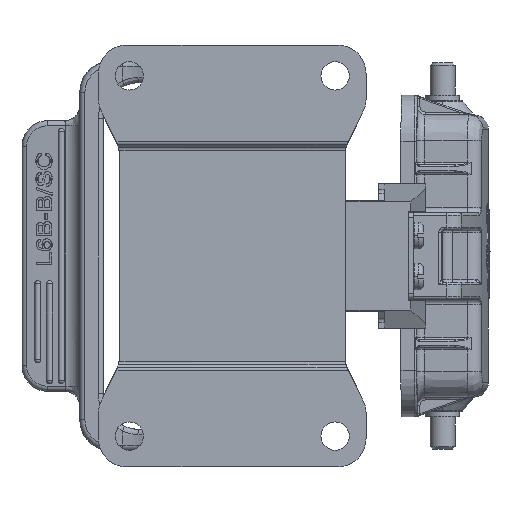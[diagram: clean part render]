
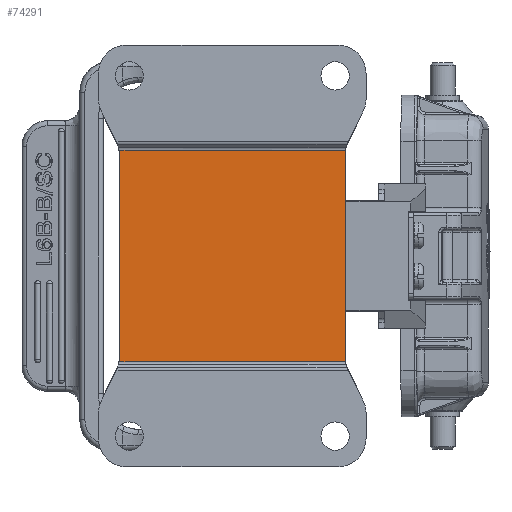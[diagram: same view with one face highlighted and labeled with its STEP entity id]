
A CAD part, front view. The second image highlights one B-rep face of the part: STEP entity #74291.
In plain terms, the highlighted planar face has unit normal (0, -1, 0).
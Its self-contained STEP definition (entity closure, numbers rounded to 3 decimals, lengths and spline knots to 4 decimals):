
#7411=CARTESIAN_POINT('',(-0.8665,-1.0138,0.8099));
#7412=CARTESIAN_POINT('',(-0.8647,-1.0138,
0.7992));
#7413=CARTESIAN_POINT('',(-0.8638,-1.0138,
0.7884));
#7414=CARTESIAN_POINT('',(-0.8638,-1.0138,
0.7775));
#7416=DIRECTION('',(0.,0.,1.));
#7417=VECTOR('',#7416,1.555);
#7418=CARTESIAN_POINT('',(0.8638,-1.0138,
-0.7775));
#7419=LINE('',#7418,#7417);
#7420=CARTESIAN_POINT('',(0.8665,-1.0138,-0.8099));
#7421=CARTESIAN_POINT('',(0.8647,-1.0138,
-0.7992));
#7422=CARTESIAN_POINT('',(0.8638,-1.0138,
-0.7884));
#7423=CARTESIAN_POINT('',(0.8638,-1.0138,
-0.7775));
#7425=DIRECTION('',(0.,0.,-1.));
#7426=VECTOR('',#7425,1.555);
#7427=CARTESIAN_POINT('',(-0.8638,-1.0138,
0.7775));
#7428=LINE('',#7427,#7426);
#13040=CARTESIAN_POINT('',(0.8665,-1.0138,0.8099));
#13041=CARTESIAN_POINT('',(0.8647,-1.0138,
0.7992));
#13042=CARTESIAN_POINT('',(0.8638,-1.0138,
0.7884));
#13043=CARTESIAN_POINT('',(0.8638,-1.0138,
0.7775));
#13230=CARTESIAN_POINT('',(0.8665,-1.0138,0.8099));
#13241=DIRECTION('',(1.,0.,0.));
#13242=VECTOR('',#13241,1.733);
#13243=CARTESIAN_POINT('',(-0.8665,-1.0138,0.8099));
#13244=LINE('',#13243,#13242);
#38507=CARTESIAN_POINT('',(-0.8665,-1.0138,
-0.8099));
#38508=CARTESIAN_POINT('',(-0.8647,-1.0138,
-0.7992));
#38509=CARTESIAN_POINT('',(-0.8638,-1.0138,
-0.7884));
#38510=CARTESIAN_POINT('',(-0.8638,-1.0138,
-0.7775));
#39127=CARTESIAN_POINT('',(-0.8665,-1.0138,
-0.8099));
#39138=DIRECTION('',(-1.,0.,0.));
#39139=VECTOR('',#39138,1.733);
#39140=CARTESIAN_POINT('',(0.8665,-1.0138,-0.8099));
#39141=LINE('',#39140,#39139);
#57269=CARTESIAN_POINT('',(-0.8638,-1.0138,
0.7775));
#57270=VERTEX_POINT('',#57269);
#57271=VERTEX_POINT('',#7411);
#58012=VERTEX_POINT('',#13230);
#58013=VERTEX_POINT('',#13043);
#58024=CARTESIAN_POINT('',(0.8638,-1.0138,
-0.7775));
#58025=VERTEX_POINT('',#58024);
#58029=VERTEX_POINT('',#7420);
#58102=VERTEX_POINT('',#39127);
#58103=VERTEX_POINT('',#38510);
#74270=CARTESIAN_POINT('',(-1.8504,-1.0138,
0.823));
#74271=DIRECTION('',(0.,1.,0.));
#74272=DIRECTION('',(0.,0.,1.));
#74273=AXIS2_PLACEMENT_3D('',#74270,#74271,#74272);
#74274=PLANE('',#74273);
#74276=ORIENTED_EDGE('',*,*,#74275,.F.);
#74278=ORIENTED_EDGE('',*,*,#74277,.T.);
#74280=ORIENTED_EDGE('',*,*,#74279,.T.);
#74281=ORIENTED_EDGE('',*,*,#73684,.F.);
#74283=ORIENTED_EDGE('',*,*,#74282,.F.);
#74285=ORIENTED_EDGE('',*,*,#74284,.T.);
#74287=ORIENTED_EDGE('',*,*,#74286,.T.);
#74288=ORIENTED_EDGE('',*,*,#74247,.F.);
#74289=EDGE_LOOP('',(#74276,#74278,#74280,#74281,#74283,#74285,#74287,#74288));
#74290=FACE_OUTER_BOUND('',#74289,.F.);
#74291=ADVANCED_FACE('',(#74290),#74274,.F.);
#7415=B_SPLINE_CURVE_WITH_KNOTS('',3,(#7411,#7412,#7413,#7414),.UNSPECIFIED.,
.F.,.F.,(4,4),(0.,1.),.UNSPECIFIED.);
#7424=B_SPLINE_CURVE_WITH_KNOTS('',3,(#7420,#7421,#7422,#7423),.UNSPECIFIED.,
.F.,.F.,(4,4),(0.,1.),.UNSPECIFIED.);
#13044=B_SPLINE_CURVE_WITH_KNOTS('',3,(#13040,#13041,#13042,#13043),
.UNSPECIFIED.,.F.,.F.,(4,4),(0.,1.),.UNSPECIFIED.);
#38511=B_SPLINE_CURVE_WITH_KNOTS('',3,(#38507,#38508,#38509,#38510),
.UNSPECIFIED.,.F.,.F.,(4,4),(0.,1.),.UNSPECIFIED.);
#73684=EDGE_CURVE('',#58025,#58013,#7419,.T.);
#74247=EDGE_CURVE('',#57270,#58103,#7428,.T.);
#74275=EDGE_CURVE('',#57271,#57270,#7415,.T.);
#74277=EDGE_CURVE('',#57271,#58012,#13244,.T.);
#74279=EDGE_CURVE('',#58012,#58013,#13044,.T.);
#74282=EDGE_CURVE('',#58029,#58025,#7424,.T.);
#74284=EDGE_CURVE('',#58029,#58102,#39141,.T.);
#74286=EDGE_CURVE('',#58102,#58103,#38511,.T.);
